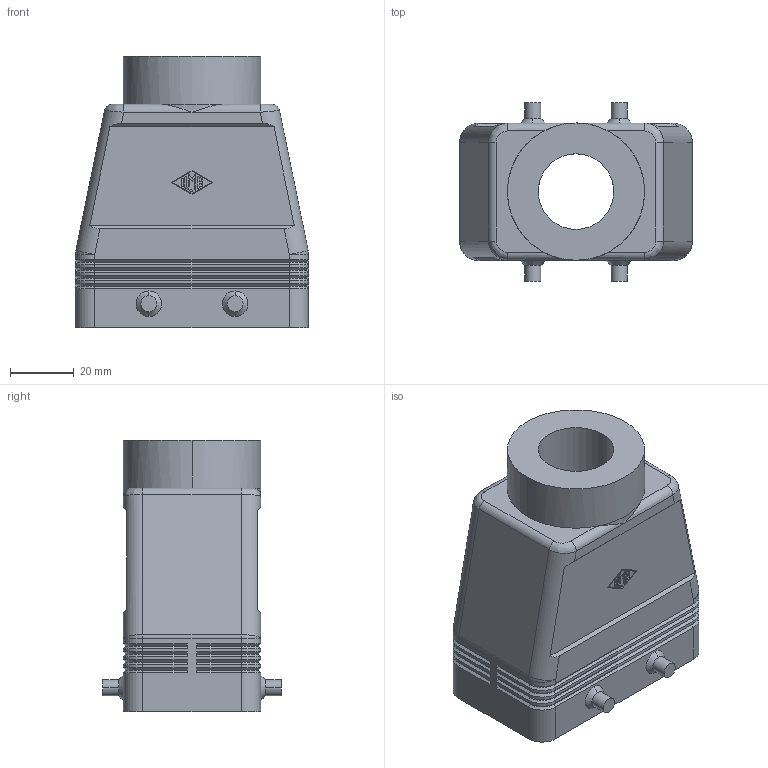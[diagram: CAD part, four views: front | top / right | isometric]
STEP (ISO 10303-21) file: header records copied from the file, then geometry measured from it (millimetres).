
FILE_DESCRIPTION(('Creo Elements/Direct Modeling STEP Export'),'2;1');
FILE_NAME('CAVT_10_5.stp','2012-12-18T 9:39:49',(''),(''),'Creo Elements/Direct Modeling STEP processor for AP214 (Solid Model)','Creo Elements/Direct Modeling 18.0B 02-Dec-2011 (C) Parametric Technology GmbH','');
FILE_SCHEMA(('AUTOMOTIVE_DESIGN { 1 0 10303 214 1 1 1 1 }'));
Length unit declared in the file: millimetre
Products named in the file (1): MSBO6867
Bounding box: 73 x 56 x 85 mm (x, y, z)
Volume: 68340.1 mm3; surface area: 36647.8 mm2
Topology: 1 solids, 1 shells, 342 faces, 843 edges, 516 vertices
Faces by surface type: plane 180, cylinder 105, cone 49, bspline 4, sphere 4
Entity records: 12470 total; most frequent: CARTESIAN_POINT 1929, ORIENTED_EDGE 1670, DIRECTION 1581, EDGE_CURVE 835, VECTOR 557, LINE 557, VERTEX_POINT 516, AXIS2_PLACEMENT_3D 512
